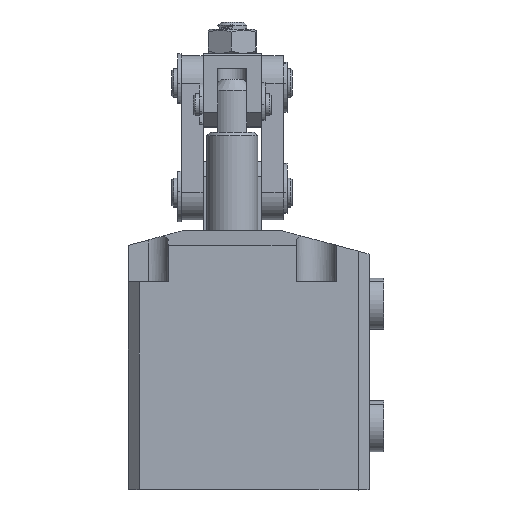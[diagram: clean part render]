
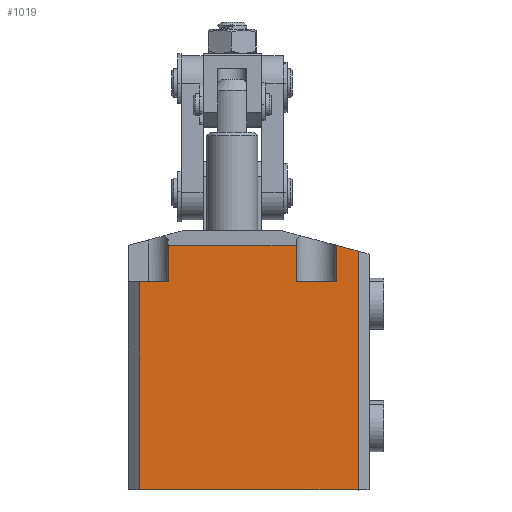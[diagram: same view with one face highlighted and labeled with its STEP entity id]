
A CAD part, top view. The second image highlights one B-rep face of the part: STEP entity #1019.
In plain terms, the highlighted planar face has unit normal (0, 0, 1).
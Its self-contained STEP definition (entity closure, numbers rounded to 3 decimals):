
#15 = CARTESIAN_POINT ( 'NONE',  ( -460.549, 198.613, 28.5 ) ) ;
#246 = VERTEX_POINT ( 'NONE', #524 ) ;
#258 = LINE ( 'NONE', #3639, #2350 ) ;
#524 = CARTESIAN_POINT ( 'NONE',  ( -460.549, 141.613, 28.5 ) ) ;
#786 = EDGE_CURVE ( 'NONE', #5797, #6487, #11365, .T. ) ;
#1019 = ADVANCED_FACE ( 'NONE', ( #2820 ), #12312, .T. ) ;
#1062 = LINE ( 'NONE', #15, #3913 ) ;
#1339 = CARTESIAN_POINT ( 'NONE',  ( -452.549, 208.594, 28.5 ) ) ;
#1680 = VECTOR ( 'NONE', #6651, 1000. ) ;
#1863 = VERTEX_POINT ( 'NONE', #12936 ) ;
#1890 = EDGE_CURVE ( 'NONE', #6487, #8062, #10913, .T. ) ;
#2151 = EDGE_CURVE ( 'NONE', #2284, #5159, #7733, .T. ) ;
#2284 = VERTEX_POINT ( 'NONE', #4653 ) ;
#2350 = VECTOR ( 'NONE', #10067, 1000. ) ;
#2489 = ORIENTED_EDGE ( 'NONE', *, *, #2151, .F. ) ;
#2820 = FACE_OUTER_BOUND ( 'NONE', #9963, .T. ) ;
#2845 = DIRECTION ( 'NONE',  ( 0., -1., 0. ) ) ;
#2900 = ORIENTED_EDGE ( 'NONE', *, *, #10828, .F. ) ;
#3198 = CARTESIAN_POINT ( 'NONE',  ( -406.549, 141.613, 28.5 ) ) ;
#3227 = VERTEX_POINT ( 'NONE', #3333 ) ;
#3333 = CARTESIAN_POINT ( 'NONE',  ( -417.549, 198.613, 28.5 ) ) ;
#3639 = CARTESIAN_POINT ( 'NONE',  ( -463.549, 141.613, 28.5 ) ) ;
#3913 = VECTOR ( 'NONE', #7694, 1000. ) ;
#4280 = EDGE_CURVE ( 'NONE', #10289, #5159, #10202, .T. ) ;
#4321 = CARTESIAN_POINT ( 'NONE',  ( -452.549, 198.613, 28.5 ) ) ;
#4348 = DIRECTION ( 'NONE',  ( 0., 1., 0. ) ) ;
#4419 = CARTESIAN_POINT ( 'NONE',  ( -400.549, 141.613, 28.5 ) ) ;
#4653 = CARTESIAN_POINT ( 'NONE',  ( -406.549, 208.594, 28.5 ) ) ;
#5098 = CARTESIAN_POINT ( 'NONE',  ( -417.549, 208.594, 28.5 ) ) ;
#5159 = VERTEX_POINT ( 'NONE', #8541 ) ;
#5206 = LINE ( 'NONE', #6292, #1680 ) ;
#5207 = VECTOR ( 'NONE', #12388, 1000. ) ;
#5252 = ORIENTED_EDGE ( 'NONE', *, *, #6310, .T. ) ;
#5255 = VECTOR ( 'NONE', #4348, 1000. ) ;
#5552 = VECTOR ( 'NONE', #7920, 1000. ) ;
#5797 = VERTEX_POINT ( 'NONE', #1339 ) ;
#6133 = CARTESIAN_POINT ( 'NONE',  ( -460.549, 141.613, 28.5 ) ) ;
#6292 = CARTESIAN_POINT ( 'NONE',  ( -460.549, 208.594, 28.5 ) ) ;
#6310 = EDGE_CURVE ( 'NONE', #11614, #5797, #5206, .T. ) ;
#6449 = VECTOR ( 'NONE', #7529, 1000. ) ;
#6487 = VERTEX_POINT ( 'NONE', #4321 ) ;
#6651 = DIRECTION ( 'NONE',  ( -1., 0., 0. ) ) ;
#6682 = ORIENTED_EDGE ( 'NONE', *, *, #12100, .T. ) ;
#7047 = EDGE_CURVE ( 'NONE', #3227, #11614, #13687, .T. ) ;
#7103 = DIRECTION ( 'NONE',  ( 0.966, -0.259, 0. ) ) ;
#7199 = CARTESIAN_POINT ( 'NONE',  ( -397.549, 206.182, 28.5 ) ) ;
#7529 = DIRECTION ( 'NONE',  ( 0., -1., 0. ) ) ;
#7694 = DIRECTION ( 'NONE',  ( -1., 0., 0. ) ) ;
#7733 = LINE ( 'NONE', #7199, #13692 ) ;
#7793 = EDGE_CURVE ( 'NONE', #1863, #3227, #1062, .T. ) ;
#7920 = DIRECTION ( 'NONE',  ( 0., 1., 0. ) ) ;
#8054 = ORIENTED_EDGE ( 'NONE', *, *, #4280, .T. ) ;
#8062 = VERTEX_POINT ( 'NONE', #12519 ) ;
#8092 = CARTESIAN_POINT ( 'NONE',  ( -417.549, 141.613, 28.5 ) ) ;
#8541 = CARTESIAN_POINT ( 'NONE',  ( -400.549, 206.986, 28.5 ) ) ;
#9181 = VECTOR ( 'NONE', #12282, 1000. ) ;
#9434 = VECTOR ( 'NONE', #2845, 1000. ) ;
#9963 = EDGE_LOOP ( 'NONE', ( #5252, #11634, #13410, #6682, #2900, #8054, #2489, #12497, #10744, #10405 ) ) ;
#10067 = DIRECTION ( 'NONE',  ( -1., 0., 0. ) ) ;
#10202 = LINE ( 'NONE', #4419, #5255 ) ;
#10289 = VERTEX_POINT ( 'NONE', #10548 ) ;
#10405 = ORIENTED_EDGE ( 'NONE', *, *, #7047, .T. ) ;
#10548 = CARTESIAN_POINT ( 'NONE',  ( -400.549, 141.613, 28.5 ) ) ;
#10744 = ORIENTED_EDGE ( 'NONE', *, *, #7793, .T. ) ;
#10828 = EDGE_CURVE ( 'NONE', #10289, #246, #258, .T. ) ;
#10913 = LINE ( 'NONE', #12557, #5207 ) ;
#11365 = LINE ( 'NONE', #13471, #9181 ) ;
#11614 = VERTEX_POINT ( 'NONE', #5098 ) ;
#11634 = ORIENTED_EDGE ( 'NONE', *, *, #786, .T. ) ;
#12100 = EDGE_CURVE ( 'NONE', #8062, #246, #12248, .T. ) ;
#12129 = LINE ( 'NONE', #3198, #6449 ) ;
#12248 = LINE ( 'NONE', #6133, #9434 ) ;
#12282 = DIRECTION ( 'NONE',  ( 0., -1., 0. ) ) ;
#12312 = PLANE ( 'NONE',  #12745 ) ;
#12388 = DIRECTION ( 'NONE',  ( -1., 0., 0. ) ) ;
#12497 = ORIENTED_EDGE ( 'NONE', *, *, #12701, .T. ) ;
#12519 = CARTESIAN_POINT ( 'NONE',  ( -460.549, 198.613, 28.5 ) ) ;
#12557 = CARTESIAN_POINT ( 'NONE',  ( -460.549, 198.613, 28.5 ) ) ;
#12701 = EDGE_CURVE ( 'NONE', #2284, #1863, #12129, .T. ) ;
#12745 = AXIS2_PLACEMENT_3D ( 'NONE', #13085, #13138, #13179 ) ;
#12936 = CARTESIAN_POINT ( 'NONE',  ( -406.549, 198.613, 28.5 ) ) ;
#13085 = CARTESIAN_POINT ( 'NONE',  ( -460.549, 141.613, 28.5 ) ) ;
#13138 = DIRECTION ( 'NONE',  ( 0., 0., 1. ) ) ;
#13179 = DIRECTION ( 'NONE',  ( 1., 0., 0. ) ) ;
#13410 = ORIENTED_EDGE ( 'NONE', *, *, #1890, .T. ) ;
#13471 = CARTESIAN_POINT ( 'NONE',  ( -452.549, 141.613, 28.5 ) ) ;
#13687 = LINE ( 'NONE', #8092, #5552 ) ;
#13692 = VECTOR ( 'NONE', #7103, 1000. ) ;
